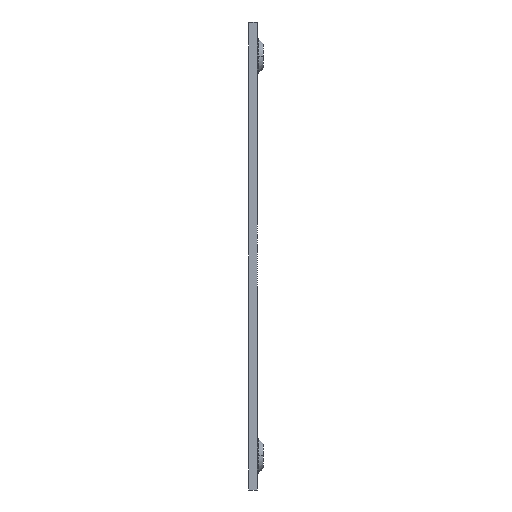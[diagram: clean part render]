
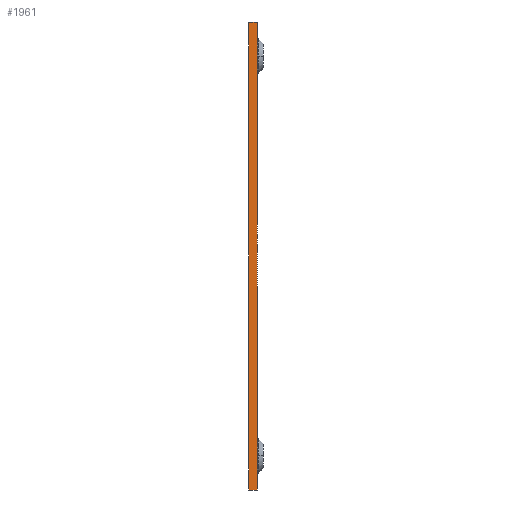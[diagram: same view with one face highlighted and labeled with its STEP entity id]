
A CAD part, left-side view. The second image highlights one B-rep face of the part: STEP entity #1961.
In plain terms, the highlighted planar face has unit normal (-1, 0, 0).
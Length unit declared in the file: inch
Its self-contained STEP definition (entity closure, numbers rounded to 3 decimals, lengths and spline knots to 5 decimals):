
#252 = DIRECTION ( 'NONE',  ( 0., -1., 0. ) ) ;
#256 = ORIENTED_EDGE ( 'NONE', *, *, #1225, .T. ) ;
#280 = ORIENTED_EDGE ( 'NONE', *, *, #1777, .F. ) ;
#322 = DIRECTION ( 'NONE',  ( 0., -1., 0. ) ) ;
#348 = CARTESIAN_POINT ( 'NONE',  ( -1.34, 0.06, -1.615 ) ) ;
#492 = CARTESIAN_POINT ( 'NONE',  ( -1.34, 0.06, -1.615 ) ) ;
#551 = LINE ( 'NONE', #348, #2064 ) ;
#608 = EDGE_CURVE ( 'NONE', #740, #670, #551, .T. ) ;
#668 = CARTESIAN_POINT ( 'NONE',  ( -1.34, 0.06, 1.615 ) ) ;
#670 = VERTEX_POINT ( 'NONE', #992 ) ;
#680 = LINE ( 'NONE', #1918, #1601 ) ;
#696 = PLANE ( 'NONE',  #1908 ) ;
#740 = VERTEX_POINT ( 'NONE', #1547 ) ;
#772 = FACE_OUTER_BOUND ( 'NONE', #1186, .T. ) ;
#829 = CARTESIAN_POINT ( 'NONE',  ( -1.34, 0., -1.615 ) ) ;
#846 = VERTEX_POINT ( 'NONE', #829 ) ;
#992 = CARTESIAN_POINT ( 'NONE',  ( -1.34, 0.06, 1.615 ) ) ;
#1022 = ORIENTED_EDGE ( 'NONE', *, *, #608, .F. ) ;
#1059 = ORIENTED_EDGE ( 'NONE', *, *, #2043, .T. ) ;
#1081 = VERTEX_POINT ( 'NONE', #1106 ) ;
#1106 = CARTESIAN_POINT ( 'NONE',  ( -1.34, 0., 1.615 ) ) ;
#1186 = EDGE_LOOP ( 'NONE', ( #280, #1022, #256, #1059 ) ) ;
#1225 = EDGE_CURVE ( 'NONE', #740, #846, #680, .T. ) ;
#1269 = LINE ( 'NONE', #668, #2040 ) ;
#1456 = LINE ( 'NONE', #2049, #1483 ) ;
#1483 = VECTOR ( 'NONE', #1639, 39.37008 ) ;
#1510 = DIRECTION ( 'NONE',  ( 0., 0., 1. ) ) ;
#1547 = CARTESIAN_POINT ( 'NONE',  ( -1.34, 0.06, -1.615 ) ) ;
#1601 = VECTOR ( 'NONE', #252, 39.37008 ) ;
#1639 = DIRECTION ( 'NONE',  ( 0., 0., 1. ) ) ;
#1647 = DIRECTION ( 'NONE',  ( -1., 0., 0. ) ) ;
#1777 = EDGE_CURVE ( 'NONE', #670, #1081, #1269, .T. ) ;
#1908 = AXIS2_PLACEMENT_3D ( 'NONE', #492, #1647, #1510 ) ;
#1918 = CARTESIAN_POINT ( 'NONE',  ( -1.34, 0.06, -1.615 ) ) ;
#1961 = ADVANCED_FACE ( 'NONE', ( #772 ), #696, .T. ) ;
#2040 = VECTOR ( 'NONE', #322, 39.37008 ) ;
#2043 = EDGE_CURVE ( 'NONE', #846, #1081, #1456, .T. ) ;
#2049 = CARTESIAN_POINT ( 'NONE',  ( -1.34, 0., -1.615 ) ) ;
#2064 = VECTOR ( 'NONE', #2132, 39.37008 ) ;
#2132 = DIRECTION ( 'NONE',  ( 0., 0., 1. ) ) ;
